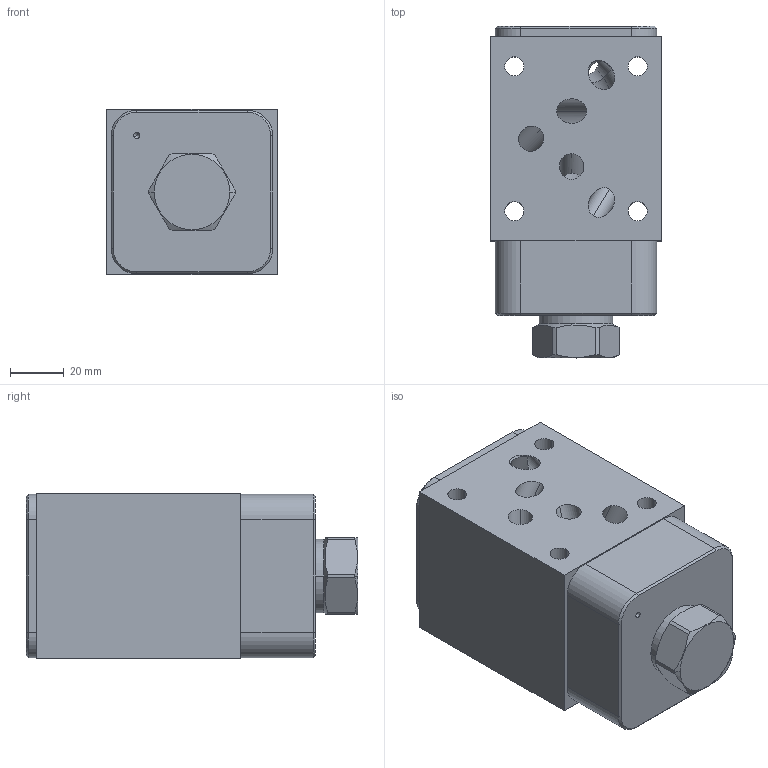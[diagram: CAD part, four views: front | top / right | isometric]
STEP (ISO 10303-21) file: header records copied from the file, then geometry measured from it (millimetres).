
FILE_DESCRIPTION((''),'2;1');
FILE_NAME('BB3_ASM','2024-02-05T',('ProEService'),(''),'PRO/ENGINEER BY PARAMETRIC TECHNOLOGY CORPORATION, 2014200','PRO/ENGINEER BY PARAMETRIC TECHNOLOGY CORPORATION, 2014200','');
FILE_SCHEMA(('CONFIG_CONTROL_DESIGN'));
Length unit declared in the file: inch
Products named in the file (5): 150-378; CXFAXCN; 500-001-014; 700-001; BB3_ASM
Assembly tree (8 placements, depth 2):
  BB3_ASM
    150-378
    CXFAXCN
    500-001-014  x5
    700-001
Bounding box: 63.5 x 123.83 x 61.93 mm (x, y, z)
Volume: 356831.7 mm3; surface area: 64405.2 mm2
Topology: 4 solids, 4 shells, 232 faces, 824 edges, 734 vertices
Faces by surface type: cylinder 105, plane 47, cone 42, torus 22, sphere 8, revolution 8
Entity records: 11524 total; most frequent: CARTESIAN_POINT 4557, DIRECTION 1437, ORIENTED_EDGE 1154, EDGE_CURVE 577, AXIS2_PLACEMENT_3D 493, VECTOR 443, LINE 443, VERTEX_POINT 360
